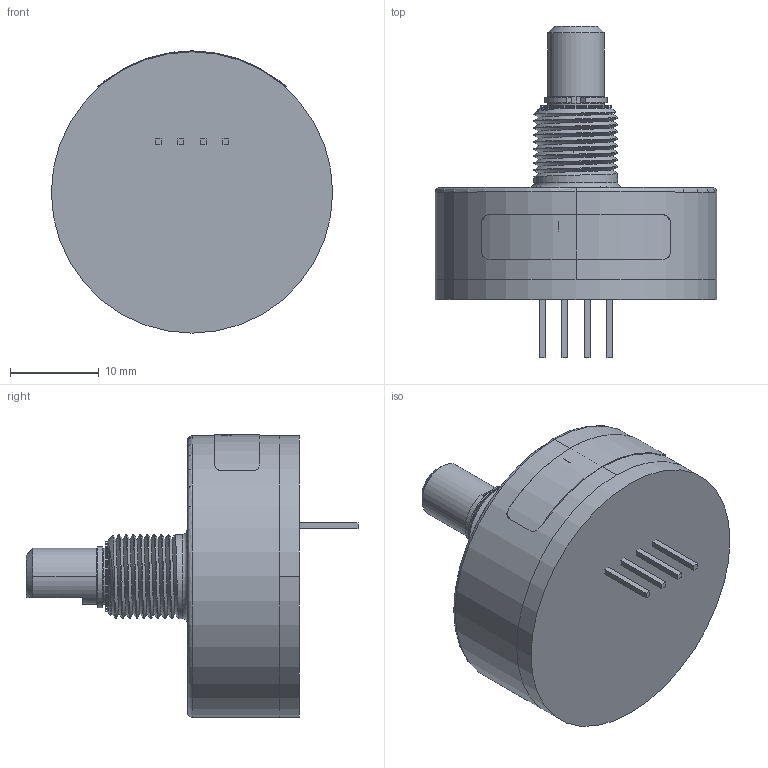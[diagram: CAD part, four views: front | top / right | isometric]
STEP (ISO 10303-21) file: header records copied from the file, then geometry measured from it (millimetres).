
FILE_DESCRIPTION((''),'2;1');
FILE_NAME('61KY3016_SW0001','2015-01-08T',('amercuri'),(''),'PRO/ENGINEER BY PARAMETRIC TECHNOLOGY CORPORATION, 2011490','PRO/ENGINEER BY PARAMETRIC TECHNOLOGY CORPORATION, 2011490','');
FILE_SCHEMA(('CONFIG_CONTROL_DESIGN'));
Length unit declared in the file: inch
Products named in the file (1): 61KY3016_SW0001
Bounding box: 31.75 x 37.47 x 31.85 mm (x, y, z)
Surface area: 4322.9 mm2 (no closed solid volume)
Topology: 0 solids, 21 shells, 116 faces, 347 edges, 246 vertices
Faces by surface type: plane 55, cylinder 32, bspline 24, torus 3, cone 2
Entity records: 6616 total; most frequent: CARTESIAN_POINT 3751, ORIENTED_EDGE 595, DIRECTION 476, EDGE_CURVE 347, VERTEX_POINT 246, VECTOR 168, LINE 168, AXIS2_PLACEMENT_3D 154
